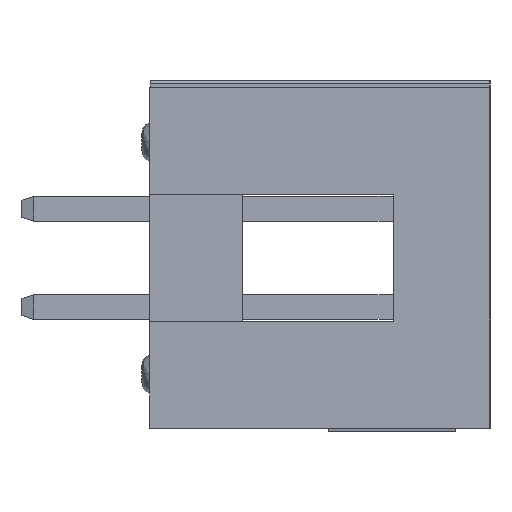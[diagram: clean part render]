
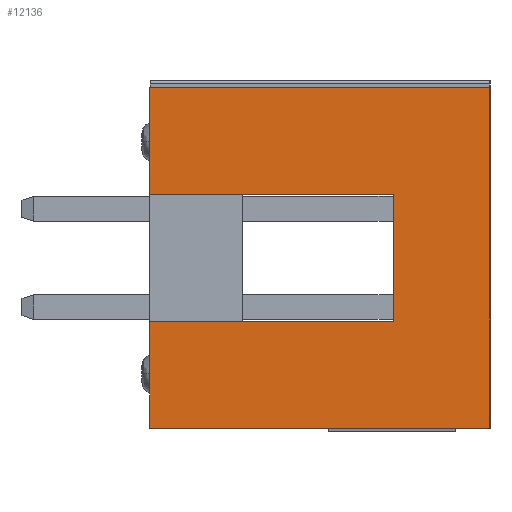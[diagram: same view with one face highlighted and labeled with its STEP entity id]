
A CAD part, left-side view. The second image highlights one B-rep face of the part: STEP entity #12136.
In plain terms, the highlighted planar face has unit normal (-1, 0, 0).
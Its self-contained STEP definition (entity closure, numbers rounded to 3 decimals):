
#30=DIRECTION('',(0.,0.,1.));
#31=VECTOR('',#30,8.8);
#32=CARTESIAN_POINT('',(-29.21,0.,-4.4));
#33=LINE('',#32,#31);
#952=DIRECTION('',(0.,0.,1.));
#953=VECTOR('',#952,2.75);
#954=CARTESIAN_POINT('',(-29.21,8.8,1.65));
#955=LINE('',#954,#953);
#968=DIRECTION('',(0.,0.,1.));
#969=VECTOR('',#968,2.75);
#970=CARTESIAN_POINT('',(-29.21,8.8,-4.4));
#971=LINE('',#970,#969);
#1792=DIRECTION('',(0.,-1.,0.));
#1793=VECTOR('',#1792,6.3);
#1794=CARTESIAN_POINT('',(-29.21,8.8,-1.65));
#1795=LINE('',#1794,#1793);
#1796=DIRECTION('',(0.,0.,1.));
#1797=VECTOR('',#1796,3.3);
#1798=CARTESIAN_POINT('',(-29.21,2.5,-1.65));
#1799=LINE('',#1798,#1797);
#1800=DIRECTION('',(0.,-1.,0.));
#1801=VECTOR('',#1800,6.3);
#1802=CARTESIAN_POINT('',(-29.21,8.8,1.65));
#1803=LINE('',#1802,#1801);
#1804=DIRECTION('',(0.,1.,0.));
#1805=VECTOR('',#1804,8.8);
#1806=CARTESIAN_POINT('',(-29.21,0.,-4.4));
#1807=LINE('',#1806,#1805);
#1844=DIRECTION('',(0.,1.,0.));
#1845=VECTOR('',#1844,8.8);
#1846=CARTESIAN_POINT('',(-29.21,0.,4.4));
#1847=LINE('',#1846,#1845);
#8186=CARTESIAN_POINT('',(-29.21,0.,-4.4));
#8187=CARTESIAN_POINT('',(-29.21,0.,4.4));
#8188=VERTEX_POINT('',#8186);
#8189=VERTEX_POINT('',#8187);
#8194=CARTESIAN_POINT('',(-29.21,8.8,4.4));
#8196=VERTEX_POINT('',#8194);
#8198=CARTESIAN_POINT('',(-29.21,8.8,-4.4));
#8199=VERTEX_POINT('',#8198);
#8214=CARTESIAN_POINT('',(-29.21,8.8,-1.65));
#8215=VERTEX_POINT('',#8214);
#8216=CARTESIAN_POINT('',(-29.21,8.8,1.65));
#8217=VERTEX_POINT('',#8216);
#8218=CARTESIAN_POINT('',(-29.21,2.5,-1.65));
#8219=VERTEX_POINT('',#8218);
#8220=CARTESIAN_POINT('',(-29.21,2.5,1.65));
#8221=VERTEX_POINT('',#8220);
#12118=CARTESIAN_POINT('',(-29.21,0.,-4.4));
#12119=DIRECTION('',(-1.,0.,0.));
#12120=DIRECTION('',(0.,0.,1.));
#12121=AXIS2_PLACEMENT_3D('',#12118,#12119,#12120);
#12122=PLANE('',#12121);
#12124=ORIENTED_EDGE('',*,*,#12123,.T.);
#12126=ORIENTED_EDGE('',*,*,#12125,.T.);
#12127=ORIENTED_EDGE('',*,*,#12107,.F.);
#12128=ORIENTED_EDGE('',*,*,#11474,.T.);
#12130=ORIENTED_EDGE('',*,*,#12129,.F.);
#12131=ORIENTED_EDGE('',*,*,#10701,.F.);
#12132=ORIENTED_EDGE('',*,*,#10812,.T.);
#12133=ORIENTED_EDGE('',*,*,#11482,.T.);
#12134=EDGE_LOOP('',(#12124,#12126,#12127,#12128,#12130,#12131,#12132,#12133));
#12135=FACE_OUTER_BOUND('',#12134,.F.);
#10701=EDGE_CURVE('',#8188,#8189,#33,.T.);
#10812=EDGE_CURVE('',#8188,#8199,#1807,.T.);
#11474=EDGE_CURVE('',#8217,#8196,#955,.T.);
#11482=EDGE_CURVE('',#8199,#8215,#971,.T.);
#12107=EDGE_CURVE('',#8217,#8221,#1803,.T.);
#12123=EDGE_CURVE('',#8215,#8219,#1795,.T.);
#12125=EDGE_CURVE('',#8219,#8221,#1799,.T.);
#12129=EDGE_CURVE('',#8189,#8196,#1847,.T.);
#12136=ADVANCED_FACE('',(#12135),#12122,.T.);
